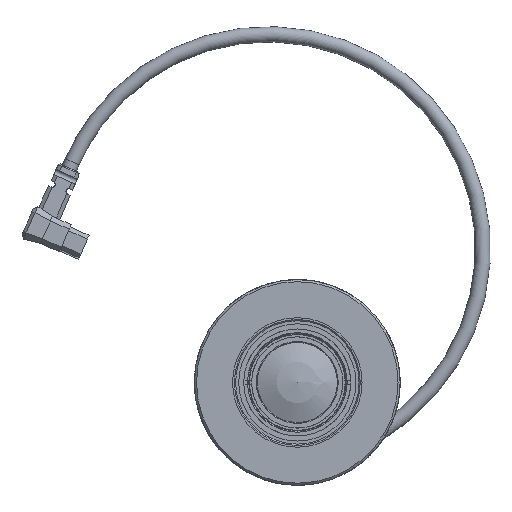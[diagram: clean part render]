
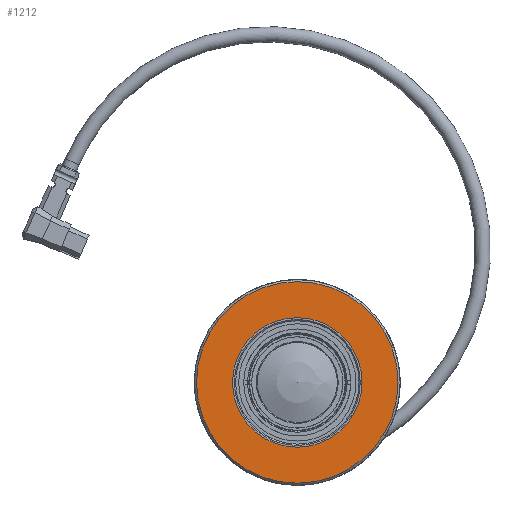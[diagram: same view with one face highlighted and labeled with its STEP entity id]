
A CAD part, left-side view. The second image highlights one B-rep face of the part: STEP entity #1212.
In plain terms, the highlighted planar face has unit normal (-1, 0, 0).
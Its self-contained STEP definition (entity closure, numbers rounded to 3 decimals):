
#344=PLANE('',#12760);
#1212=ADVANCED_FACE('BCT_REF_132402',(#3676,#3677),#344,.F.);
#3172=CIRCLE('',#12757,24.5);
#3173=CIRCLE('',#12759,15.7);
#3676=FACE_BOUND('',#4345,.T.);
#3677=FACE_BOUND('',#4346,.T.);
#4345=EDGE_LOOP('',(#6874));
#4346=EDGE_LOOP('',(#6875));
#6874=ORIENTED_EDGE('',*,*,#10890,.F.);
#6875=ORIENTED_EDGE('',*,*,#10889,.T.);
#9316=VERTEX_POINT('',#21194);
#9317=VERTEX_POINT('',#21197);
#10889=EDGE_CURVE('',#9316,#9316,#3172,.T.);
#10890=EDGE_CURVE('BCT_REF_125861',#9317,#9317,#3173,.T.);
#12757=AXIS2_PLACEMENT_3D('',#21193,#14376,#14377);
#12759=AXIS2_PLACEMENT_3D('',#21196,#14380,#14381);
#12760=AXIS2_PLACEMENT_3D('',#21198,#14382,#14383);
#14376=DIRECTION('',(-1.,0.,0.));
#14377=DIRECTION('',(0.,-0.866,0.5));
#14380=DIRECTION('',(-1.,0.,0.));
#14381=DIRECTION('',(0.,-0.866,0.5));
#14382=DIRECTION('',(1.,0.,0.));
#14383=DIRECTION('',(0.,0.866,-0.5));
#21193=CARTESIAN_POINT('',(-46.228,0.,0.));
#21194=CARTESIAN_POINT('',(-46.228,-21.218,12.25));
#21196=CARTESIAN_POINT('',(-46.228,0.,0.));
#21197=CARTESIAN_POINT('',(-46.228,-13.597,7.85));
#21198=CARTESIAN_POINT('',(-46.228,12.25,21.218));
